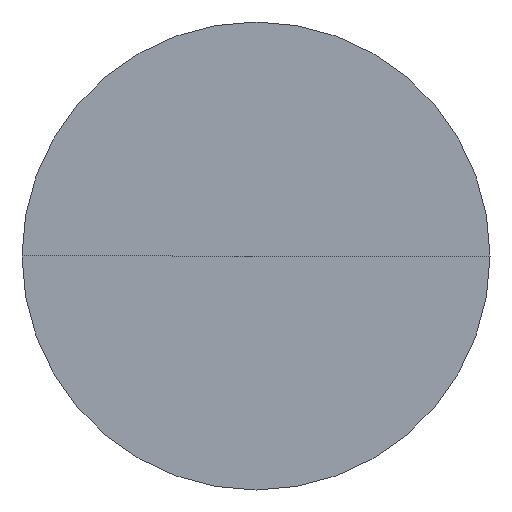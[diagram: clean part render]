
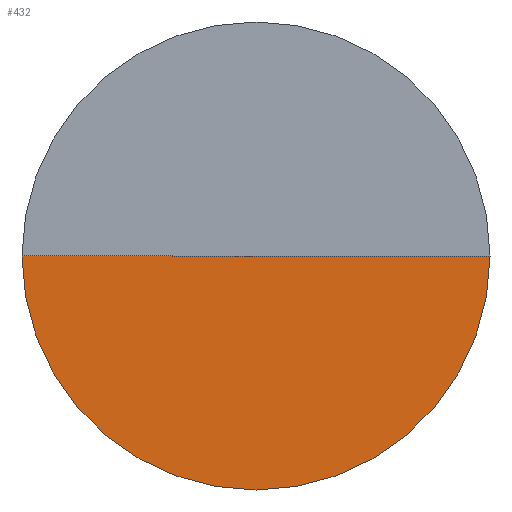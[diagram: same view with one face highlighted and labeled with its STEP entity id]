
A CAD part, left-side view. The second image highlights one B-rep face of the part: STEP entity #432.
In plain terms, the highlighted planar face has unit normal (-1, 0, 0).
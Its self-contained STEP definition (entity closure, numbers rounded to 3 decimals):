
#72=FACE_OUTER_BOUND('',#98,.T.);
#98=EDGE_LOOP('',(#320,#321));
#121=LINE('',#685,#160);
#160=VECTOR('',#565,304.8);
#198=CIRCLE('',#472,17.25);
#210=VERTEX_POINT('',#677);
#211=VERTEX_POINT('',#678);
#247=EDGE_CURVE('',#210,#211,#198,.T.);
#251=EDGE_CURVE('',#210,#211,#121,.T.);
#320=ORIENTED_EDGE('',*,*,#251,.T.);
#321=ORIENTED_EDGE('',*,*,#247,.F.);
#380=PLANE('',#475);
#432=ADVANCED_FACE('',(#72),#380,.T.);
#472=AXIS2_PLACEMENT_3D('',#679,#555,#556);
#475=AXIS2_PLACEMENT_3D('',#684,#563,#564);
#555=DIRECTION('center_axis',(1.,0.,0.));
#556=DIRECTION('ref_axis',(0.,1.,0.));
#563=DIRECTION('center_axis',(-1.,0.,0.));
#564=DIRECTION('ref_axis',(0.,1.,0.));
#565=DIRECTION('',(0.,1.,0.));
#677=CARTESIAN_POINT('',(0.,-17.25,0.));
#678=CARTESIAN_POINT('',(0.,17.25,0.));
#679=CARTESIAN_POINT('Origin',(0.,0.,0.));
#684=CARTESIAN_POINT('Origin',(0.,0.,0.));
#685=CARTESIAN_POINT('',(0.,0.,0.));
